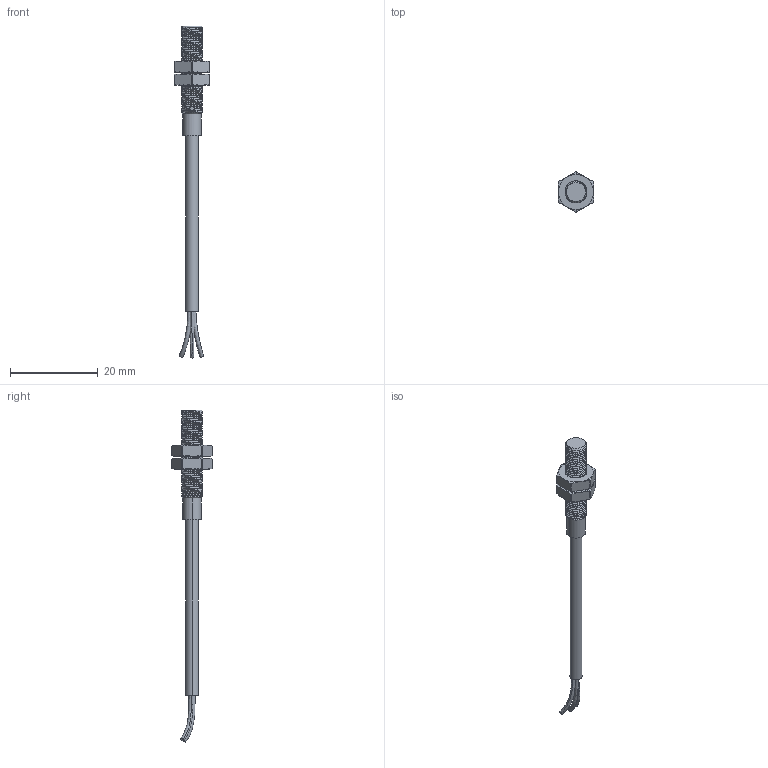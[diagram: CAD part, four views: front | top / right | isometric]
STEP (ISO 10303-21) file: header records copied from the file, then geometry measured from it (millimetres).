
FILE_DESCRIPTION((''),'2;1');
FILE_NAME('SM0510N-ASM_ASM','2021-09-23T15:08:16',('Administrator'),(''),'CREO PARAMETRIC BY PTC INC, 2018400','CREO PARAMETRIC BY PTC INC, 2018400','');
FILE_SCHEMA(('CONFIG_CONTROL_DESIGN'));
Length unit declared in the file: millimetre
Products named in the file (3): SM0510N; NUT-M5; SM0510N-ASM_ASM
Assembly tree (3 placements, depth 2):
  SM0510N-ASM_ASM
    SM0510N
    NUT-M5  x2
Bounding box: 8.15 x 9.18 x 75.64 mm (x, y, z)
Volume: 903.5 mm3; surface area: 1382.3 mm2
Topology: 3 solids, 3 shells, 190 faces, 531 edges, 349 vertices
Faces by surface type: cylinder 114, bspline 42, plane 22, torus 8, cone 4
Entity records: 13356 total; most frequent: CARTESIAN_POINT 9869, ORIENTED_EDGE 874, DIRECTION 453, EDGE_CURVE 437, VERTEX_POINT 287, B_SPLINE_CURVE_WITH_KNOTS 274, AXIS2_PLACEMENT_3D 164, EDGE_LOOP 160
